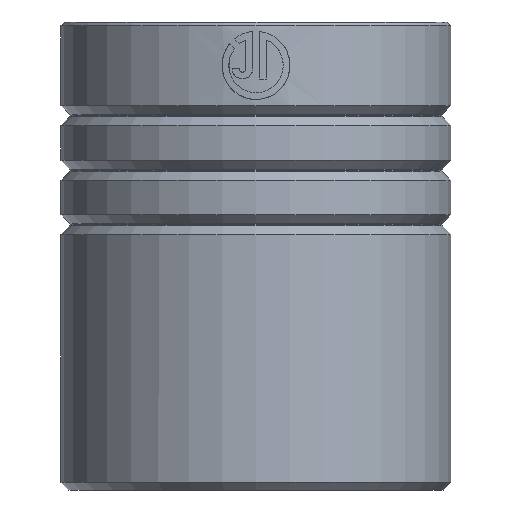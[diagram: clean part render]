
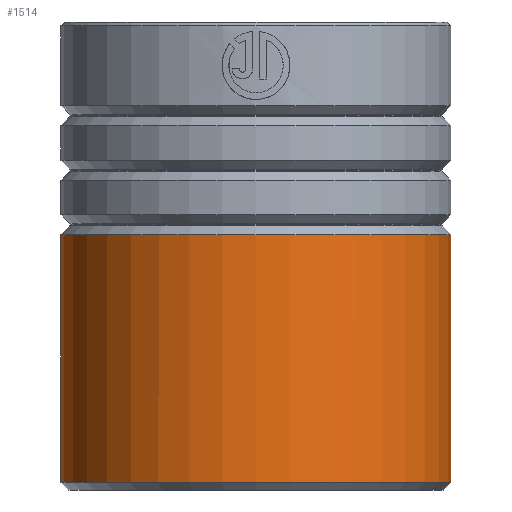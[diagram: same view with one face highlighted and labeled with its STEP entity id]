
A CAD part, front view. The second image highlights one B-rep face of the part: STEP entity #1514.
In plain terms, the highlighted cylindrical face has radius 25 mm (diameter 50 mm), a partial arc.
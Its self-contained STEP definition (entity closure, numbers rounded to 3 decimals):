
#126 = DIRECTION ( 'NONE',  ( 0., 0., -1. ) ) ;
#232 = CIRCLE ( 'NONE', #710, 25. ) ;
#321 = ORIENTED_EDGE ( 'NONE', *, *, #1061, .T. ) ;
#367 = VECTOR ( 'NONE', #126, 1000. ) ;
#452 = DIRECTION ( 'NONE',  ( -1., 0., 0. ) ) ;
#580 = VERTEX_POINT ( 'NONE', #1674 ) ;
#606 = CARTESIAN_POINT ( 'NONE',  ( 25., 0., 32.717 ) ) ;
#710 = AXIS2_PLACEMENT_3D ( 'NONE', #2192, #1341, #1122 ) ;
#729 = EDGE_LOOP ( 'NONE', ( #2229, #321, #1307, #834 ) ) ;
#764 = CARTESIAN_POINT ( 'NONE',  ( 0., 0., 32.717 ) ) ;
#772 = AXIS2_PLACEMENT_3D ( 'NONE', #2524, #1917, #452 ) ;
#777 = CIRCLE ( 'NONE', #2082, 25. ) ;
#834 = ORIENTED_EDGE ( 'NONE', *, *, #2197, .T. ) ;
#1061 = EDGE_CURVE ( 'NONE', #1151, #2270, #777, .T. ) ;
#1122 = DIRECTION ( 'NONE',  ( 1., 0., 0. ) ) ;
#1139 = CARTESIAN_POINT ( 'NONE',  ( 25., 0., 60. ) ) ;
#1151 = VERTEX_POINT ( 'NONE', #606 ) ;
#1229 = CARTESIAN_POINT ( 'NONE',  ( 25., 0., 1. ) ) ;
#1307 = ORIENTED_EDGE ( 'NONE', *, *, #2378, .T. ) ;
#1341 = DIRECTION ( 'NONE',  ( 0., 0., 1. ) ) ;
#1491 = CYLINDRICAL_SURFACE ( 'NONE', #772, 25. ) ;
#1514 = ADVANCED_FACE ( 'NONE', ( #1515 ), #1491, .T. ) ;
#1515 = FACE_OUTER_BOUND ( 'NONE', #729, .T. ) ;
#1588 = LINE ( 'NONE', #2003, #367 ) ;
#1674 = CARTESIAN_POINT ( 'NONE',  ( -25., 0., 1. ) ) ;
#1697 = EDGE_CURVE ( 'NONE', #1151, #2562, #2007, .T. ) ;
#1766 = CARTESIAN_POINT ( 'NONE',  ( -25., 0., 32.717 ) ) ;
#1873 = VECTOR ( 'NONE', #1990, 1000. ) ;
#1917 = DIRECTION ( 'NONE',  ( 0., 0., -1. ) ) ;
#1990 = DIRECTION ( 'NONE',  ( 0., 0., -1. ) ) ;
#2003 = CARTESIAN_POINT ( 'NONE',  ( -25., 0., 60. ) ) ;
#2007 = LINE ( 'NONE', #1139, #1873 ) ;
#2082 = AXIS2_PLACEMENT_3D ( 'NONE', #764, #2615, #2440 ) ;
#2192 = CARTESIAN_POINT ( 'NONE',  ( 0., 0., 1. ) ) ;
#2197 = EDGE_CURVE ( 'NONE', #580, #2562, #232, .T. ) ;
#2229 = ORIENTED_EDGE ( 'NONE', *, *, #1697, .F. ) ;
#2270 = VERTEX_POINT ( 'NONE', #1766 ) ;
#2378 = EDGE_CURVE ( 'NONE', #2270, #580, #1588, .T. ) ;
#2440 = DIRECTION ( 'NONE',  ( -1., 0., 0. ) ) ;
#2524 = CARTESIAN_POINT ( 'NONE',  ( 0., 0., 60. ) ) ;
#2562 = VERTEX_POINT ( 'NONE', #1229 ) ;
#2615 = DIRECTION ( 'NONE',  ( 0., 0., -1. ) ) ;
